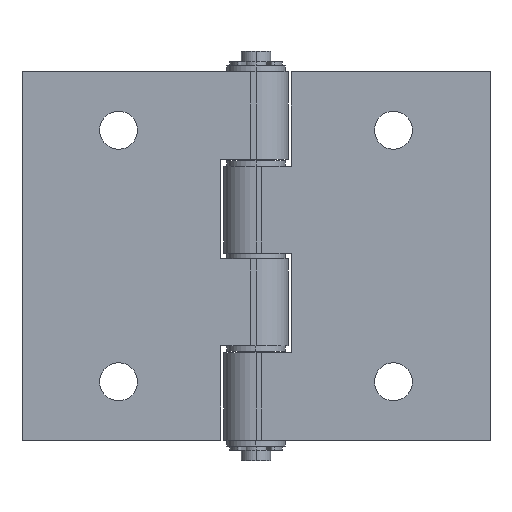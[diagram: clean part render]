
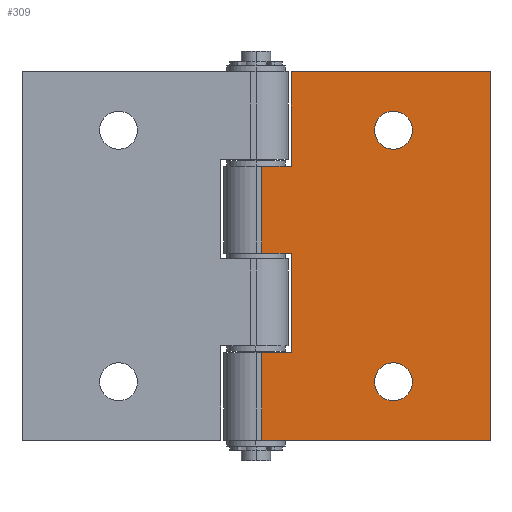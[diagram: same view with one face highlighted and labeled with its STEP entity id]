
A CAD part, front view. The second image highlights one B-rep face of the part: STEP entity #309.
In plain terms, the highlighted planar face has unit normal (0, -1, 0).
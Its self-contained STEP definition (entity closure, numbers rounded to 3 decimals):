
#3 = ORIENTED_EDGE ( 'NONE', *, *, #2588, .T. ) ;
#37 = EDGE_CURVE ( 'NONE', #2702, #1663, #1151, .T. ) ;
#48 = VECTOR ( 'NONE', #2288, 1000. ) ;
#71 = DIRECTION ( 'NONE',  ( 0., -1., 0. ) ) ;
#118 = EDGE_LOOP ( 'NONE', ( #1593, #2622 ) ) ;
#135 = EDGE_LOOP ( 'NONE', ( #2196, #634 ) ) ;
#145 = CARTESIAN_POINT ( 'NONE',  ( 6., -6.1, 31.5 ) ) ;
#171 = DIRECTION ( 'NONE',  ( 0., 0., -1. ) ) ;
#213 = VERTEX_POINT ( 'NONE', #2992 ) ;
#231 = CARTESIAN_POINT ( 'NONE',  ( 23.5, -6.1, -24.75 ) ) ;
#237 = CARTESIAN_POINT ( 'NONE',  ( 23.5, -6.1, -21.5 ) ) ;
#309 = ADVANCED_FACE ( 'NONE', ( #1196, #2621, #426 ), #381, .F. ) ;
#327 = LINE ( 'NONE', #3137, #2267 ) ;
#340 = ORIENTED_EDGE ( 'NONE', *, *, #1146, .F. ) ;
#381 = PLANE ( 'NONE',  #3218 ) ;
#388 = CARTESIAN_POINT ( 'NONE',  ( 1., -6.1, -31.5 ) ) ;
#419 = LINE ( 'NONE', #2022, #3236 ) ;
#426 = FACE_BOUND ( 'NONE', #135, .T. ) ;
#437 = CARTESIAN_POINT ( 'NONE',  ( 1., -6.1, -31.5 ) ) ;
#503 = DIRECTION ( 'NONE',  ( 0., 0., -1. ) ) ;
#505 = DIRECTION ( 'NONE',  ( 0., 0., -1. ) ) ;
#538 = VERTEX_POINT ( 'NONE', #231 ) ;
#540 = VECTOR ( 'NONE', #1711, 1000. ) ;
#556 = ORIENTED_EDGE ( 'NONE', *, *, #2873, .T. ) ;
#586 = DIRECTION ( 'NONE',  ( 0., 1., 0. ) ) ;
#616 = VERTEX_POINT ( 'NONE', #696 ) ;
#634 = ORIENTED_EDGE ( 'NONE', *, *, #1443, .F. ) ;
#637 = DIRECTION ( 'NONE',  ( 1., 0., 0. ) ) ;
#696 = CARTESIAN_POINT ( 'NONE',  ( 6., -6.1, 15.3 ) ) ;
#768 = VERTEX_POINT ( 'NONE', #1792 ) ;
#819 = LINE ( 'NONE', #2234, #1431 ) ;
#827 = ORIENTED_EDGE ( 'NONE', *, *, #3114, .F. ) ;
#901 = EDGE_CURVE ( 'NONE', #616, #909, #419, .T. ) ;
#909 = VERTEX_POINT ( 'NONE', #3085 ) ;
#912 = CARTESIAN_POINT ( 'NONE',  ( 23.5, -6.1, 21.5 ) ) ;
#921 = CARTESIAN_POINT ( 'NONE',  ( 40., -6.1, 31.5 ) ) ;
#922 = CARTESIAN_POINT ( 'NONE',  ( 23.5, -6.1, -21.5 ) ) ;
#948 = VERTEX_POINT ( 'NONE', #2566 ) ;
#1045 = AXIS2_PLACEMENT_3D ( 'NONE', #237, #2086, #503 ) ;
#1097 = EDGE_CURVE ( 'NONE', #1663, #2702, #2730, .T. ) ;
#1146 = EDGE_CURVE ( 'NONE', #948, #2863, #2564, .T. ) ;
#1151 = CIRCLE ( 'NONE', #1727, 3.25 ) ;
#1173 = DIRECTION ( 'NONE',  ( 0., 0., 1. ) ) ;
#1181 = CARTESIAN_POINT ( 'NONE',  ( 6., -6.1, -16.5 ) ) ;
#1196 = FACE_BOUND ( 'NONE', #118, .T. ) ;
#1207 = CARTESIAN_POINT ( 'NONE',  ( 6., -6.1, 0.5 ) ) ;
#1216 = DIRECTION ( 'NONE',  ( -1., 0., 0. ) ) ;
#1231 = LINE ( 'NONE', #145, #540 ) ;
#1234 = VECTOR ( 'NONE', #2784, 1000. ) ;
#1280 = CARTESIAN_POINT ( 'NONE',  ( 6., -6.1, 31.5 ) ) ;
#1366 = AXIS2_PLACEMENT_3D ( 'NONE', #922, #71, #171 ) ;
#1369 = LINE ( 'NONE', #1280, #3411 ) ;
#1383 = EDGE_CURVE ( 'NONE', #1799, #2375, #1369, .T. ) ;
#1418 = EDGE_CURVE ( 'NONE', #2375, #213, #1979, .T. ) ;
#1431 = VECTOR ( 'NONE', #2491, 1000. ) ;
#1442 = DIRECTION ( 'NONE',  ( 0., 1., 0. ) ) ;
#1443 = EDGE_CURVE ( 'NONE', #1996, #538, #1896, .T. ) ;
#1571 = VERTEX_POINT ( 'NONE', #388 ) ;
#1593 = ORIENTED_EDGE ( 'NONE', *, *, #1097, .T. ) ;
#1663 = VERTEX_POINT ( 'NONE', #1737 ) ;
#1711 = DIRECTION ( 'NONE',  ( 0., 0., -1. ) ) ;
#1727 = AXIS2_PLACEMENT_3D ( 'NONE', #2166, #586, #2426 ) ;
#1733 = ORIENTED_EDGE ( 'NONE', *, *, #1418, .T. ) ;
#1737 = CARTESIAN_POINT ( 'NONE',  ( 23.5, -6.1, 24.75 ) ) ;
#1744 = CARTESIAN_POINT ( 'NONE',  ( 1., -6.1, -16.5 ) ) ;
#1765 = VECTOR ( 'NONE', #2285, 1000. ) ;
#1783 = ORIENTED_EDGE ( 'NONE', *, *, #2434, .T. ) ;
#1792 = CARTESIAN_POINT ( 'NONE',  ( 6., -6.1, 31.5 ) ) ;
#1799 = VERTEX_POINT ( 'NONE', #1207 ) ;
#1807 = CARTESIAN_POINT ( 'NONE',  ( 40., -6.1, -31.5 ) ) ;
#1896 = CIRCLE ( 'NONE', #1045, 3.25 ) ;
#1979 = LINE ( 'NONE', #1744, #48 ) ;
#1993 = AXIS2_PLACEMENT_3D ( 'NONE', #912, #2771, #1173 ) ;
#1996 = VERTEX_POINT ( 'NONE', #2325 ) ;
#2017 = LINE ( 'NONE', #2715, #2555 ) ;
#2022 = CARTESIAN_POINT ( 'NONE',  ( 1., -6.1, 15.3 ) ) ;
#2086 = DIRECTION ( 'NONE',  ( 0., -1., 0. ) ) ;
#2166 = CARTESIAN_POINT ( 'NONE',  ( 23.5, -6.1, 21.5 ) ) ;
#2178 = ORIENTED_EDGE ( 'NONE', *, *, #2397, .T. ) ;
#2196 = ORIENTED_EDGE ( 'NONE', *, *, #3226, .F. ) ;
#2234 = CARTESIAN_POINT ( 'NONE',  ( 1., -6.1, 31.5 ) ) ;
#2267 = VECTOR ( 'NONE', #2657, 1000. ) ;
#2285 = DIRECTION ( 'NONE',  ( 1., 0., 0. ) ) ;
#2288 = DIRECTION ( 'NONE',  ( -1., 0., 0. ) ) ;
#2320 = EDGE_LOOP ( 'NONE', ( #2178, #2921, #2763, #556, #3069, #1733, #3, #1783, #340, #827 ) ) ;
#2325 = CARTESIAN_POINT ( 'NONE',  ( 23.5, -6.1, -18.25 ) ) ;
#2375 = VERTEX_POINT ( 'NONE', #1181 ) ;
#2390 = VECTOR ( 'NONE', #637, 1000. ) ;
#2397 = EDGE_CURVE ( 'NONE', #768, #616, #1231, .T. ) ;
#2426 = DIRECTION ( 'NONE',  ( 0., 0., 1. ) ) ;
#2434 = EDGE_CURVE ( 'NONE', #1571, #2863, #3267, .T. ) ;
#2476 = CARTESIAN_POINT ( 'NONE',  ( 1., -6.1, 31.5 ) ) ;
#2491 = DIRECTION ( 'NONE',  ( 0., 0., -1. ) ) ;
#2555 = VECTOR ( 'NONE', #2985, 1000. ) ;
#2564 = LINE ( 'NONE', #921, #1234 ) ;
#2566 = CARTESIAN_POINT ( 'NONE',  ( 40., -6.1, 31.5 ) ) ;
#2580 = CARTESIAN_POINT ( 'NONE',  ( 23.5, -6.1, 18.25 ) ) ;
#2588 = EDGE_CURVE ( 'NONE', #213, #1571, #819, .T. ) ;
#2621 = FACE_OUTER_BOUND ( 'NONE', #2320, .T. ) ;
#2622 = ORIENTED_EDGE ( 'NONE', *, *, #37, .T. ) ;
#2653 = VERTEX_POINT ( 'NONE', #3040 ) ;
#2657 = DIRECTION ( 'NONE',  ( 1., 0., 0. ) ) ;
#2702 = VERTEX_POINT ( 'NONE', #2580 ) ;
#2715 = CARTESIAN_POINT ( 'NONE',  ( 1., -6.1, 31.5 ) ) ;
#2730 = CIRCLE ( 'NONE', #1993, 3.25 ) ;
#2763 = ORIENTED_EDGE ( 'NONE', *, *, #3034, .T. ) ;
#2771 = DIRECTION ( 'NONE',  ( 0., 1., 0. ) ) ;
#2784 = DIRECTION ( 'NONE',  ( 0., 0., -1. ) ) ;
#2842 = CIRCLE ( 'NONE', #1366, 3.25 ) ;
#2863 = VERTEX_POINT ( 'NONE', #1807 ) ;
#2873 = EDGE_CURVE ( 'NONE', #2653, #1799, #327, .T. ) ;
#2921 = ORIENTED_EDGE ( 'NONE', *, *, #901, .T. ) ;
#2985 = DIRECTION ( 'NONE',  ( 0., 0., -1. ) ) ;
#2992 = CARTESIAN_POINT ( 'NONE',  ( 1., -6.1, -16.5 ) ) ;
#3007 = LINE ( 'NONE', #2476, #2390 ) ;
#3026 = CARTESIAN_POINT ( 'NONE',  ( 1., -6.1, 31.5 ) ) ;
#3034 = EDGE_CURVE ( 'NONE', #909, #2653, #2017, .T. ) ;
#3040 = CARTESIAN_POINT ( 'NONE',  ( 1., -6.1, 0.5 ) ) ;
#3069 = ORIENTED_EDGE ( 'NONE', *, *, #1383, .T. ) ;
#3085 = CARTESIAN_POINT ( 'NONE',  ( 1., -6.1, 15.3 ) ) ;
#3114 = EDGE_CURVE ( 'NONE', #768, #948, #3007, .T. ) ;
#3137 = CARTESIAN_POINT ( 'NONE',  ( 1., -6.1, 0.5 ) ) ;
#3218 = AXIS2_PLACEMENT_3D ( 'NONE', #3026, #1442, #3296 ) ;
#3226 = EDGE_CURVE ( 'NONE', #538, #1996, #2842, .T. ) ;
#3236 = VECTOR ( 'NONE', #1216, 1000. ) ;
#3267 = LINE ( 'NONE', #437, #1765 ) ;
#3296 = DIRECTION ( 'NONE',  ( 0., 0., 1. ) ) ;
#3411 = VECTOR ( 'NONE', #505, 1000. ) ;
